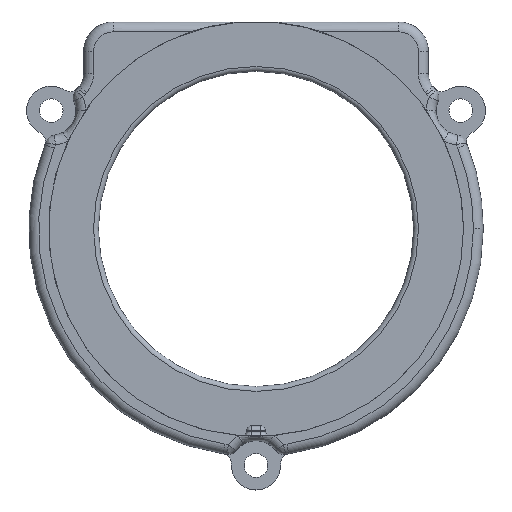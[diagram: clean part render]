
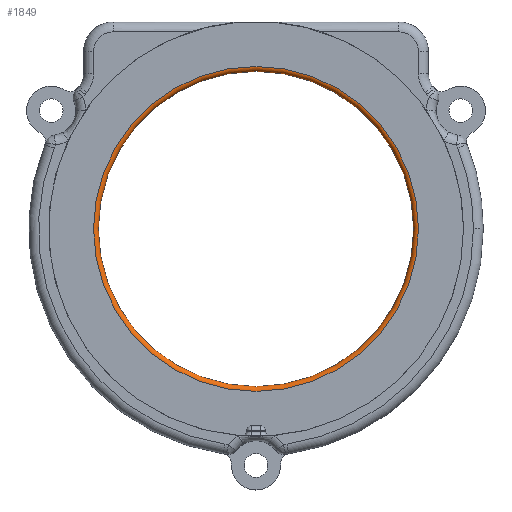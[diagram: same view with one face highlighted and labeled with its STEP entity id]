
A CAD part, top view. The second image highlights one B-rep face of the part: STEP entity #1849.
In plain terms, the highlighted toroidal (fillet/blend) face has major radius 16.49 mm and minor radius 0.49 mm.
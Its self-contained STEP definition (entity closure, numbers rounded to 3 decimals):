
#33 = PLANE('',#34);
#34 = AXIS2_PLACEMENT_3D('',#35,#36,#37);
#35 = CARTESIAN_POINT('',(0.,0.,0.5));
#36 = DIRECTION('',(0.,0.,1.));
#37 = DIRECTION('',(1.,0.,0.));
#391 = EDGE_CURVE('',#392,#392,#394,.T.);
#392 = VERTEX_POINT('',#393);
#393 = CARTESIAN_POINT('',(16.49,0.,0.5));
#394 = SURFACE_CURVE('',#395,(#400,#407),.PCURVE_S1.);
#395 = CIRCLE('',#396,16.49);
#396 = AXIS2_PLACEMENT_3D('',#397,#398,#399);
#397 = CARTESIAN_POINT('',(0.,0.,0.5));
#398 = DIRECTION('',(0.,0.,1.));
#399 = DIRECTION('',(1.,0.,0.));
#400 = PCURVE('',#33,#401);
#401 = DEFINITIONAL_REPRESENTATION('',(#402),#406);
#402 = CIRCLE('',#403,16.49);
#403 = AXIS2_PLACEMENT_2D('',#404,#405);
#404 = CARTESIAN_POINT('',(0.,0.));
#405 = DIRECTION('',(1.,0.));
#406 = ( GEOMETRIC_REPRESENTATION_CONTEXT(2) 
PARAMETRIC_REPRESENTATION_CONTEXT() REPRESENTATION_CONTEXT('2D SPACE',''
  ) );
#407 = PCURVE('',#408,#413);
#408 = TOROIDAL_SURFACE('',#409,16.49,0.49);
#409 = AXIS2_PLACEMENT_3D('',#410,#411,#412);
#410 = CARTESIAN_POINT('',(0.,0.,0.01));
#411 = DIRECTION('',(-0.,-0.,-1.));
#412 = DIRECTION('',(1.,0.,0.));
#413 = DEFINITIONAL_REPRESENTATION('',(#414),#418);
#414 = LINE('',#415,#416);
#415 = CARTESIAN_POINT('',(-0.,4.712));
#416 = VECTOR('',#417,1.);
#417 = DIRECTION('',(-1.,0.));
#418 = ( GEOMETRIC_REPRESENTATION_CONTEXT(2) 
PARAMETRIC_REPRESENTATION_CONTEXT() REPRESENTATION_CONTEXT('2D SPACE',''
  ) );
#1849 = ADVANCED_FACE('',(#1850),#408,.T.);
#1850 = FACE_BOUND('',#1851,.F.);
#1851 = EDGE_LOOP('',(#1852,#1874,#1901,#1902));
#1852 = ORIENTED_EDGE('',*,*,#1853,.F.);
#1853 = EDGE_CURVE('',#1854,#392,#1856,.T.);
#1854 = VERTEX_POINT('',#1855);
#1855 = CARTESIAN_POINT('',(16.,0.,0.01));
#1856 = SEAM_CURVE('',#1857,(#1862,#1868),.PCURVE_S1.);
#1857 = CIRCLE('',#1858,0.49);
#1858 = AXIS2_PLACEMENT_3D('',#1859,#1860,#1861);
#1859 = CARTESIAN_POINT('',(16.49,0.,0.01));
#1860 = DIRECTION('',(-0.,1.,0.));
#1861 = DIRECTION('',(1.,0.,0.));
#1862 = PCURVE('',#408,#1863);
#1863 = DEFINITIONAL_REPRESENTATION('',(#1864),#1867);
#1864 = B_SPLINE_CURVE_WITH_KNOTS('',1,(#1865,#1866),.UNSPECIFIED.,.F.,
  .F.,(2,2),(3.142,4.712),.PIECEWISE_BEZIER_KNOTS.);
#1865 = CARTESIAN_POINT('',(0.,3.142));
#1866 = CARTESIAN_POINT('',(0.,4.712));
#1867 = ( GEOMETRIC_REPRESENTATION_CONTEXT(2) 
PARAMETRIC_REPRESENTATION_CONTEXT() REPRESENTATION_CONTEXT('2D SPACE',''
  ) );
#1868 = PCURVE('',#408,#1869);
#1869 = DEFINITIONAL_REPRESENTATION('',(#1870),#1873);
#1870 = B_SPLINE_CURVE_WITH_KNOTS('',1,(#1871,#1872),.UNSPECIFIED.,.F.,
  .F.,(2,2),(3.142,4.712),.PIECEWISE_BEZIER_KNOTS.);
#1871 = CARTESIAN_POINT('',(-6.283,3.142));
#1872 = CARTESIAN_POINT('',(-6.283,4.712));
#1873 = ( GEOMETRIC_REPRESENTATION_CONTEXT(2) 
PARAMETRIC_REPRESENTATION_CONTEXT() REPRESENTATION_CONTEXT('2D SPACE',''
  ) );
#1874 = ORIENTED_EDGE('',*,*,#1875,.T.);
#1875 = EDGE_CURVE('',#1854,#1854,#1876,.T.);
#1876 = SURFACE_CURVE('',#1877,(#1882,#1889),.PCURVE_S1.);
#1877 = CIRCLE('',#1878,16.);
#1878 = AXIS2_PLACEMENT_3D('',#1879,#1880,#1881);
#1879 = CARTESIAN_POINT('',(0.,0.,0.01));
#1880 = DIRECTION('',(0.,0.,1.));
#1881 = DIRECTION('',(1.,0.,0.));
#1882 = PCURVE('',#408,#1883);
#1883 = DEFINITIONAL_REPRESENTATION('',(#1884),#1888);
#1884 = LINE('',#1885,#1886);
#1885 = CARTESIAN_POINT('',(-0.,3.142));
#1886 = VECTOR('',#1887,1.);
#1887 = DIRECTION('',(-1.,0.));
#1888 = ( GEOMETRIC_REPRESENTATION_CONTEXT(2) 
PARAMETRIC_REPRESENTATION_CONTEXT() REPRESENTATION_CONTEXT('2D SPACE',''
  ) );
#1889 = PCURVE('',#1890,#1895);
#1890 = CYLINDRICAL_SURFACE('',#1891,16.);
#1891 = AXIS2_PLACEMENT_3D('',#1892,#1893,#1894);
#1892 = CARTESIAN_POINT('',(0.,0.,0.));
#1893 = DIRECTION('',(0.,0.,1.));
#1894 = DIRECTION('',(1.,0.,0.));
#1895 = DEFINITIONAL_REPRESENTATION('',(#1896),#1900);
#1896 = LINE('',#1897,#1898);
#1897 = CARTESIAN_POINT('',(0.,0.01));
#1898 = VECTOR('',#1899,1.);
#1899 = DIRECTION('',(1.,0.));
#1900 = ( GEOMETRIC_REPRESENTATION_CONTEXT(2) 
PARAMETRIC_REPRESENTATION_CONTEXT() REPRESENTATION_CONTEXT('2D SPACE',''
  ) );
#1901 = ORIENTED_EDGE('',*,*,#1853,.T.);
#1902 = ORIENTED_EDGE('',*,*,#391,.F.);
